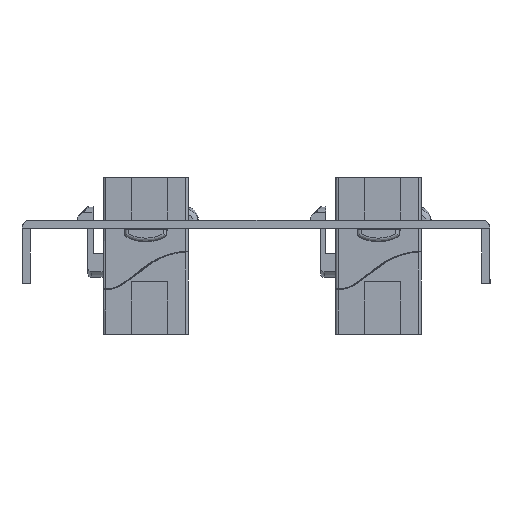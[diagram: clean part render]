
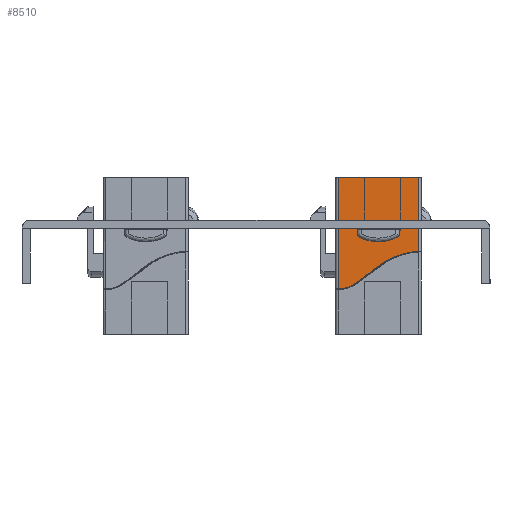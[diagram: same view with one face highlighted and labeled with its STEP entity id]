
A CAD part, left-side view. The second image highlights one B-rep face of the part: STEP entity #8510.
In plain terms, the highlighted face is planar.
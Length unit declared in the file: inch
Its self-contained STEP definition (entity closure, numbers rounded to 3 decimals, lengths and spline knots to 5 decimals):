
#241 = DIRECTION ( 'NONE',  ( 0., -1., 0. ) ) ;
#319 = LINE ( 'NONE', #11204, #12297 ) ;
#352 = VERTEX_POINT ( 'NONE', #7914 ) ;
#540 = ORIENTED_EDGE ( 'NONE', *, *, #3014, .F. ) ;
#595 = LINE ( 'NONE', #10964, #17504 ) ;
#696 = CARTESIAN_POINT ( 'NONE',  ( 0.28937, 0.58661, 0.29921 ) ) ;
#924 = CARTESIAN_POINT ( 'NONE',  ( 0.28937, -0.24629, 0.29921 ) ) ;
#1091 = VERTEX_POINT ( 'NONE', #696 ) ;
#1440 = FACE_BOUND ( 'NONE', #2763, .T. ) ;
#1447 = B_SPLINE_CURVE_WITH_KNOTS ( 'NONE', 3,
 ( #14489, #13070, #6418, #5090, #1986, #924 ),
 .UNSPECIFIED., .F., .F.,
 ( 4, 1, 1, 4 ),
 ( 0.0286, 0.34844, 0.61542, 0.97238 ),
 .UNSPECIFIED. ) ;
#1552 = ORIENTED_EDGE ( 'NONE', *, *, #9600, .F. ) ;
#1611 = PLANE ( 'NONE',  #10494 ) ;
#1886 = DIRECTION ( 'NONE',  ( 0., 0., 1. ) ) ;
#1986 = CARTESIAN_POINT ( 'NONE',  ( 0.28937, -0.24898, 0.21311 ) ) ;
#2763 = EDGE_LOOP ( 'NONE', ( #4607, #4719, #8517, #6313 ) ) ;
#3014 = EDGE_CURVE ( 'NONE', #1091, #3161, #319, .T. ) ;
#3107 = DIRECTION ( 'NONE',  ( 0., 1., 0. ) ) ;
#3152 = VERTEX_POINT ( 'NONE', #12990 ) ;
#3161 = VERTEX_POINT ( 'NONE', #16893 ) ;
#3903 = CIRCLE ( 'NONE', #10110, 0.30798 ) ;
#4096 = CARTESIAN_POINT ( 'NONE',  ( 0.28937, 0.20079, 0.15748 ) ) ;
#4281 = EDGE_CURVE ( 'NONE', #352, #10257, #3903, .T. ) ;
#4484 = DIRECTION ( 'NONE',  ( 0., 0., -1. ) ) ;
#4607 = ORIENTED_EDGE ( 'NONE', *, *, #7634, .F. ) ;
#4719 = ORIENTED_EDGE ( 'NONE', *, *, #15344, .F. ) ;
#5090 = CARTESIAN_POINT ( 'NONE',  ( 0.28937, -0.14423, 0.09112 ) ) ;
#5743 = EDGE_CURVE ( 'NONE', #10257, #9917, #16596, .T. ) ;
#5869 = LINE ( 'NONE', #7539, #12173 ) ;
#6249 = ORIENTED_EDGE ( 'NONE', *, *, #12515, .T. ) ;
#6313 = ORIENTED_EDGE ( 'NONE', *, *, #4281, .F. ) ;
#6418 = CARTESIAN_POINT ( 'NONE',  ( 0.28937, -0.00852, -0.08405 ) ) ;
#6833 = CARTESIAN_POINT ( 'NONE',  ( 0.28937, 0.58661, -0.3189 ) ) ;
#6892 = CARTESIAN_POINT ( 'NONE',  ( 0.28937, 0.20079, 0.15748 ) ) ;
#7390 = CARTESIAN_POINT ( 'NONE',  ( 0.28937, 0.41428, 0. ) ) ;
#7539 = CARTESIAN_POINT ( 'NONE',  ( 0.28937, 0.20079, 0.15748 ) ) ;
#7574 = DIRECTION ( 'NONE',  ( 1., 0., 0. ) ) ;
#7634 = EDGE_CURVE ( 'NONE', #16482, #352, #10912, .T. ) ;
#7705 = EDGE_LOOP ( 'NONE', ( #1552, #10461, #540, #6249 ) ) ;
#7914 = CARTESIAN_POINT ( 'NONE',  ( 0.28937, 0.14961, 0.15748 ) ) ;
#8510 = ADVANCED_FACE ( 'NONE', ( #1440, #13752 ), #1611, .F. ) ;
#8517 = ORIENTED_EDGE ( 'NONE', *, *, #5743, .F. ) ;
#9055 = VECTOR ( 'NONE', #9408, 39.37008 ) ;
#9106 = CARTESIAN_POINT ( 'NONE',  ( 0.28937, 0.58661, -0.29921 ) ) ;
#9408 = DIRECTION ( 'NONE',  ( 0., -1., 0. ) ) ;
#9600 = EDGE_CURVE ( 'NONE', #3152, #14538, #1447, .T. ) ;
#9917 = VERTEX_POINT ( 'NONE', #17378 ) ;
#9942 = EDGE_CURVE ( 'NONE', #3152, #3161, #15876, .T. ) ;
#10110 = AXIS2_PLACEMENT_3D ( 'NONE', #7390, #7574, #11733 ) ;
#10257 = VERTEX_POINT ( 'NONE', #13171 ) ;
#10461 = ORIENTED_EDGE ( 'NONE', *, *, #9942, .T. ) ;
#10494 = AXIS2_PLACEMENT_3D ( 'NONE', #6833, #12413, #10838 ) ;
#10838 = DIRECTION ( 'NONE',  ( 0., 0., 1. ) ) ;
#10912 = LINE ( 'NONE', #4096, #9055 ) ;
#10964 = CARTESIAN_POINT ( 'NONE',  ( 0.28937, 0.58661, 0.29921 ) ) ;
#11204 = CARTESIAN_POINT ( 'NONE',  ( 0.28937, 0.58661, -0.3189 ) ) ;
#11733 = DIRECTION ( 'NONE',  ( 0., 0., -1. ) ) ;
#12117 = VECTOR ( 'NONE', #3107, 39.37008 ) ;
#12173 = VECTOR ( 'NONE', #1886, 39.37008 ) ;
#12297 = VECTOR ( 'NONE', #4484, 39.37008 ) ;
#12413 = DIRECTION ( 'NONE',  ( -1., 0., 0. ) ) ;
#12515 = EDGE_CURVE ( 'NONE', #1091, #14538, #595, .T. ) ;
#12990 = CARTESIAN_POINT ( 'NONE',  ( 0.28937, 0.0358, -0.29921 ) ) ;
#13070 = CARTESIAN_POINT ( 'NONE',  ( 0.28937, 0.03102, -0.22352 ) ) ;
#13171 = CARTESIAN_POINT ( 'NONE',  ( 0.28937, 0.14961, -0.15748 ) ) ;
#13752 = FACE_OUTER_BOUND ( 'NONE', #7705, .T. ) ;
#14353 = DIRECTION ( 'NONE',  ( 0., 1., 0. ) ) ;
#14489 = CARTESIAN_POINT ( 'NONE',  ( 0.28937, 0.0358, -0.29921 ) ) ;
#14518 = CARTESIAN_POINT ( 'NONE',  ( 0.28937, -0.24629, 0.29921 ) ) ;
#14538 = VERTEX_POINT ( 'NONE', #14518 ) ;
#15271 = CARTESIAN_POINT ( 'NONE',  ( 0.28937, 0.20079, -0.15748 ) ) ;
#15344 = EDGE_CURVE ( 'NONE', #9917, #16482, #5869, .T. ) ;
#15876 = LINE ( 'NONE', #9106, #15940 ) ;
#15940 = VECTOR ( 'NONE', #14353, 39.37008 ) ;
#16482 = VERTEX_POINT ( 'NONE', #6892 ) ;
#16596 = LINE ( 'NONE', #15271, #12117 ) ;
#16893 = CARTESIAN_POINT ( 'NONE',  ( 0.28937, 0.58661, -0.29921 ) ) ;
#17378 = CARTESIAN_POINT ( 'NONE',  ( 0.28937, 0.20079, -0.15748 ) ) ;
#17504 = VECTOR ( 'NONE', #241, 39.37008 ) ;
